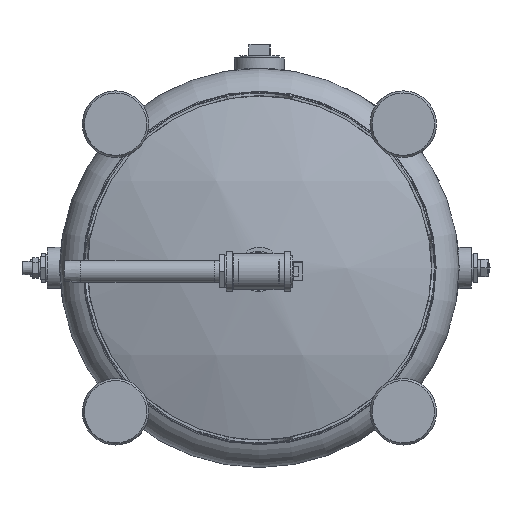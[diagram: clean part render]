
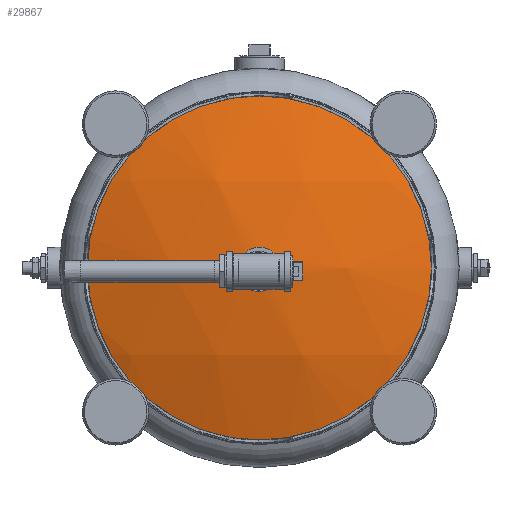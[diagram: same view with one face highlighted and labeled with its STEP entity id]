
A CAD part, front view. The second image highlights one B-rep face of the part: STEP entity #29867.
In plain terms, the highlighted spherical face has radius 765.175 mm.
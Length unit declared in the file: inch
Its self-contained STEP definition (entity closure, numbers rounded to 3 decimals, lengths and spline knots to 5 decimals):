
#1395=FACE_BOUND('',#4364,.T.);
#1660=SPHERICAL_SURFACE('',#31777,30.125);
#2616=FACE_OUTER_BOUND('',#4363,.T.);
#4363=EDGE_LOOP('',(#19489));
#4364=EDGE_LOOP('',(#19490,#19491));
#10084=CIRCLE('',#31770,1.25);
#10085=CIRCLE('',#31771,1.25);
#10090=CIRCLE('',#31778,10.34375);
#11908=VERTEX_POINT('',#44923);
#11909=VERTEX_POINT('',#44925);
#11914=VERTEX_POINT('',#44939);
#14954=EDGE_CURVE('',#11909,#11908,#10084,.T.);
#14955=EDGE_CURVE('',#11908,#11909,#10085,.T.);
#14961=EDGE_CURVE('',#11914,#11914,#10090,.T.);
#19489=ORIENTED_EDGE('',*,*,#14961,.F.);
#19490=ORIENTED_EDGE('',*,*,#14954,.T.);
#19491=ORIENTED_EDGE('',*,*,#14955,.T.);
#29867=ADVANCED_FACE('',(#2616,#1395),#1660,.T.);
#31770=AXIS2_PLACEMENT_3D('',#44926,#35376,#35377);
#31771=AXIS2_PLACEMENT_3D('',#44927,#35378,#35379);
#31777=AXIS2_PLACEMENT_3D('',#44938,#35391,#35392);
#31778=AXIS2_PLACEMENT_3D('',#44940,#35393,#35394);
#35376=DIRECTION('center_axis',(0.,1.,0.));
#35377=DIRECTION('ref_axis',(1.,0.,0.));
#35378=DIRECTION('center_axis',(0.,1.,0.));
#35379=DIRECTION('ref_axis',(1.,0.,0.));
#35391=DIRECTION('center_axis',(0.,0.,-1.));
#35392=DIRECTION('ref_axis',(1.,0.,0.));
#35393=DIRECTION('center_axis',(0.,1.,0.));
#35394=DIRECTION('ref_axis',(1.,0.,0.));
#44923=CARTESIAN_POINT('',(1.25,-22.97406,0.));
#44925=CARTESIAN_POINT('',(-1.25,-22.97406,0.));
#44926=CARTESIAN_POINT('Origin',(0.,-22.97406,
0.));
#44927=CARTESIAN_POINT('Origin',(0.,-22.97406,
0.));
#44938=CARTESIAN_POINT('Origin',(0.,7.125,0.));
#44939=CARTESIAN_POINT('',(10.34375,-21.16851,0.));
#44940=CARTESIAN_POINT('Origin',(0.,-21.16851,
0.));
